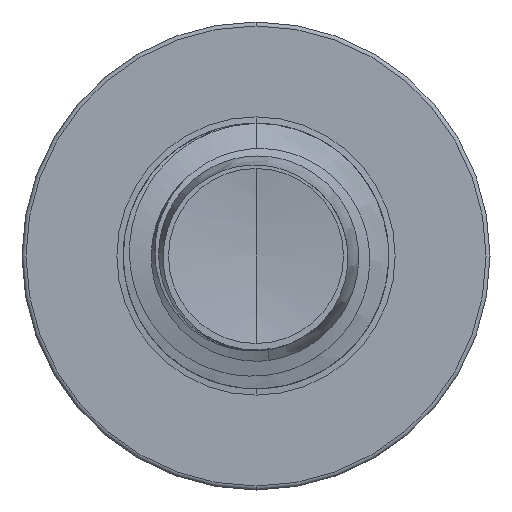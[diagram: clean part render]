
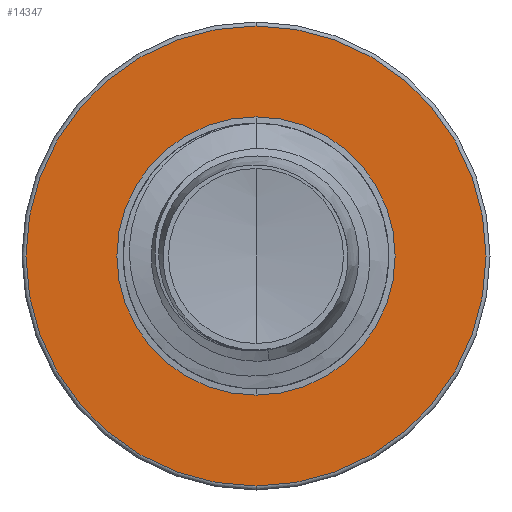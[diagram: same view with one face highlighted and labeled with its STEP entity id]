
A CAD part, front view. The second image highlights one B-rep face of the part: STEP entity #14347.
In plain terms, the highlighted planar face has unit normal (0, -1, 0).
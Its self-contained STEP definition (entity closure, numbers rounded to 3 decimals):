
#418 = AXIS2_PLACEMENT_3D ( 'NONE', #8982, #28218, #11762 ) ;
#1678 = AXIS2_PLACEMENT_3D ( 'NONE', #31962, #15583, #34643 ) ;
#1955 = EDGE_CURVE ( 'NONE', #5372, #2119, #17455, .T. ) ;
#2017 = EDGE_CURVE ( 'NONE', #2119, #5372, #32803, .T. ) ;
#2119 = VERTEX_POINT ( 'NONE', #10121 ) ;
#5296 = AXIS2_PLACEMENT_3D ( 'NONE', #25295, #8847, #28081 ) ;
#5372 = VERTEX_POINT ( 'NONE', #25171 ) ;
#7220 = CARTESIAN_POINT ( 'NONE',  ( 0., 25., 0. ) ) ;
#7371 = DIRECTION ( 'NONE',  ( 0., 1., 0. ) ) ;
#8847 = DIRECTION ( 'NONE',  ( 0., 1., 0. ) ) ;
#8982 = CARTESIAN_POINT ( 'NONE',  ( 0., 25., 0. ) ) ;
#10003 = DIRECTION ( 'NONE',  ( 0., 0., 1. ) ) ;
#10121 = CARTESIAN_POINT ( 'NONE',  ( 0., 25., 6.93 ) ) ;
#10501 = ORIENTED_EDGE ( 'NONE', *, *, #22761, .T. ) ;
#11762 = DIRECTION ( 'NONE',  ( 0., 0., 1. ) ) ;
#12687 = VERTEX_POINT ( 'NONE', #22654 ) ;
#13205 = ORIENTED_EDGE ( 'NONE', *, *, #1955, .F. ) ;
#13965 = ORIENTED_EDGE ( 'NONE', *, *, #2017, .F. ) ;
#14347 = ADVANCED_FACE ( 'NONE', ( #22135, #14807 ), #18275, .F. ) ;
#14807 = FACE_BOUND ( 'NONE', #16144, .T. ) ;
#14822 = CARTESIAN_POINT ( 'NONE',  ( 0., 25., 4.192 ) ) ;
#15583 = DIRECTION ( 'NONE',  ( 0., 1., 0. ) ) ;
#16144 = EDGE_LOOP ( 'NONE', ( #24056, #10501 ) ) ;
#16698 = AXIS2_PLACEMENT_3D ( 'NONE', #7220, #26442, #10003 ) ;
#17455 = CIRCLE ( 'NONE', #16698, 6.93 ) ;
#18275 = PLANE ( 'NONE',  #23662 ) ;
#21638 = CIRCLE ( 'NONE', #5296, 4.192 ) ;
#22135 = FACE_OUTER_BOUND ( 'NONE', #32759, .T. ) ;
#22654 = CARTESIAN_POINT ( 'NONE',  ( 0., 25., -4.192 ) ) ;
#22761 = EDGE_CURVE ( 'NONE', #12687, #31092, #21638, .T. ) ;
#23662 = AXIS2_PLACEMENT_3D ( 'NONE', #31883, #7371, #26597 ) ;
#24056 = ORIENTED_EDGE ( 'NONE', *, *, #29111, .T. ) ;
#25171 = CARTESIAN_POINT ( 'NONE',  ( 0., 25., -6.93 ) ) ;
#25295 = CARTESIAN_POINT ( 'NONE',  ( 0., 25., 0. ) ) ;
#26442 = DIRECTION ( 'NONE',  ( 0., 1., 0. ) ) ;
#26597 = DIRECTION ( 'NONE',  ( 0., 0., 1. ) ) ;
#28081 = DIRECTION ( 'NONE',  ( 0., 0., 1. ) ) ;
#28218 = DIRECTION ( 'NONE',  ( 0., 1., 0. ) ) ;
#29111 = EDGE_CURVE ( 'NONE', #31092, #12687, #29677, .T. ) ;
#29677 = CIRCLE ( 'NONE', #418, 4.192 ) ;
#31092 = VERTEX_POINT ( 'NONE', #14822 ) ;
#31883 = CARTESIAN_POINT ( 'NONE',  ( 0., 25., -4.192 ) ) ;
#31962 = CARTESIAN_POINT ( 'NONE',  ( 0., 25., 0. ) ) ;
#32759 = EDGE_LOOP ( 'NONE', ( #13965, #13205 ) ) ;
#32803 = CIRCLE ( 'NONE', #1678, 6.93 ) ;
#34643 = DIRECTION ( 'NONE',  ( 0., 0., 1. ) ) ;
